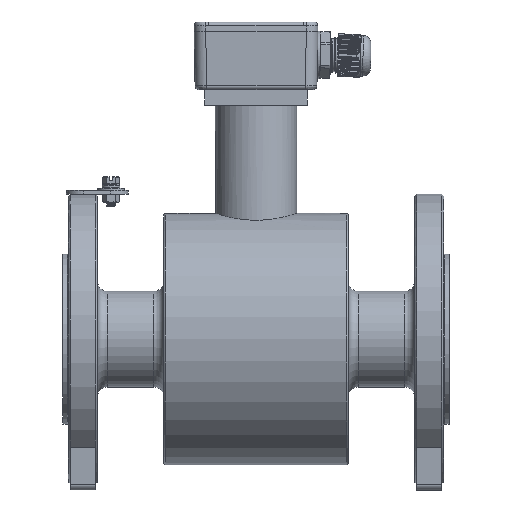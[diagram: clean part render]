
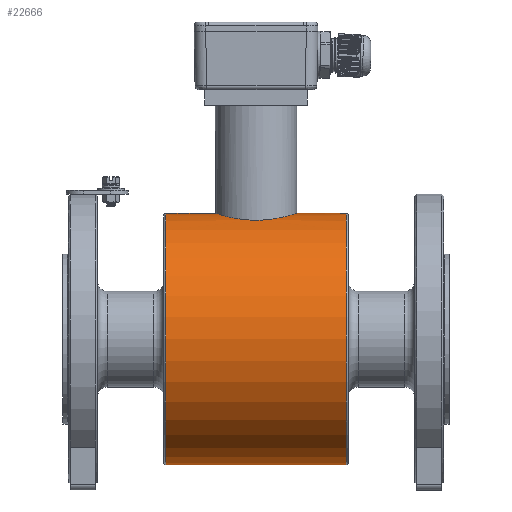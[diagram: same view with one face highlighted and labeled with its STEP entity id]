
A CAD part, left-side view. The second image highlights one B-rep face of the part: STEP entity #22666.
In plain terms, the highlighted cylindrical face has radius 65 mm (diameter 130 mm), a full revolution.
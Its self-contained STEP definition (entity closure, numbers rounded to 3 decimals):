
#785=FACE_BOUND('',#3017,.T.);
#1536=FACE_OUTER_BOUND('',#3016,.T.);
#3016=EDGE_LOOP('',(#15347,#15348,#15349,#15350));
#3017=EDGE_LOOP('',(#15351));
#4463=CIRCLE('',#24305,65.);
#4466=CIRCLE('',#24309,65.);
#5747=B_SPLINE_CURVE_WITH_KNOTS('',3,(#48845,#48846,#48847,#48848,#48849,
#48850,#48851,#48852,#48853,#48854,#48855,#48856,#48857,#48858,#48859,#48860,
#48861,#48862,#48863,#48864,#48865,#48866,#48867,#48868,#48869,#48870,#48871,
#48872,#48873,#48874,#48875,#48876,#48877,#48878,#48879,#48880,#48881,#48882,
#48883,#48884,#48885,#48886,#48887,#48888,#48889,#48890,#48891,#48892,#48893,
#48894,#48895,#48896,#48897,#48898,#48899,#48900,#48901,#48902,#48903,#48904,
#48905,#48906,#48907,#48908,#48909,#48910),.UNSPECIFIED.,.T.,.F.,(4,2,2,
2,2,2,2,2,2,2,2,2,2,2,2,2,2,2,2,2,2,2,2,2,2,2,2,2,2,2,2,2,4),(-12.756,
-12.357,-11.959,-11.56,-11.161,
-10.763,-10.364,-9.966,-9.567,
-9.169,-8.77,-8.371,-7.973,
-7.574,-7.176,-6.777,-6.378,
-5.979,-5.581,-5.182,-4.783,
-4.385,-3.986,-3.588,-3.189,
-2.79,-2.392,-1.993,-1.595,
-1.196,-0.797,-0.399,0.),
 .UNSPECIFIED.);
#6270=LINE('',#48843,#7663);
#7663=VECTOR('',#27660,65.);
#9225=VERTEX_POINT('',#48835);
#9227=VERTEX_POINT('',#48841);
#9228=VERTEX_POINT('',#48844);
#11395=EDGE_CURVE('',#9225,#9225,#4463,.T.);
#11398=EDGE_CURVE('',#9227,#9227,#4466,.T.);
#11399=EDGE_CURVE('',#9227,#9225,#6270,.T.);
#11400=EDGE_CURVE('',#9228,#9228,#5747,.T.);
#15347=ORIENTED_EDGE('',*,*,#11398,.F.);
#15348=ORIENTED_EDGE('',*,*,#11399,.T.);
#15349=ORIENTED_EDGE('',*,*,#11395,.F.);
#15350=ORIENTED_EDGE('',*,*,#11399,.F.);
#15351=ORIENTED_EDGE('',*,*,#11400,.T.);
#20910=CYLINDRICAL_SURFACE('',#24308,65.);
#22666=ADVANCED_FACE('',(#1536,#785),#20910,.T.);
#24305=AXIS2_PLACEMENT_3D('',#48836,#27650,#27651);
#24308=AXIS2_PLACEMENT_3D('',#48840,#27656,#27657);
#24309=AXIS2_PLACEMENT_3D('',#48842,#27658,#27659);
#27650=DIRECTION('center_axis',(-1.,0.,0.));
#27651=DIRECTION('ref_axis',(0.,-1.,0.));
#27656=DIRECTION('center_axis',(1.,0.,0.));
#27657=DIRECTION('ref_axis',(0.,1.,0.));
#27658=DIRECTION('center_axis',(1.,0.,0.));
#27659=DIRECTION('ref_axis',(0.,-1.,0.));
#27660=DIRECTION('',(-1.,0.,0.));
#48835=CARTESIAN_POINT('',(-46.75,-194.,0.));
#48836=CARTESIAN_POINT('Origin',(-46.75,-129.,0.));
#48840=CARTESIAN_POINT('Origin',(0.,-129.,0.));
#48841=CARTESIAN_POINT('',(46.75,-194.,0.));
#48842=CARTESIAN_POINT('Origin',(46.75,-129.,0.));
#48843=CARTESIAN_POINT('',(0.,-194.,0.));
#48844=CARTESIAN_POINT('',(-21.,-64.,0.));
#48845=CARTESIAN_POINT('Ctrl Pts',(0.,-67.486,
-21.));
#48846=CARTESIAN_POINT('Ctrl Pts',(1.329,-67.486,-21.));
#48847=CARTESIAN_POINT('Ctrl Pts',(2.7,-67.442,-20.872));
#48848=CARTESIAN_POINT('Ctrl Pts',(5.421,-67.262,-20.336));
#48849=CARTESIAN_POINT('Ctrl Pts',(6.771,-67.128,-19.928));
#48850=CARTESIAN_POINT('Ctrl Pts',(9.355,-66.792,-18.853));
#48851=CARTESIAN_POINT('Ctrl Pts',(10.591,-66.591,-18.186));
#48852=CARTESIAN_POINT('Ctrl Pts',(12.875,-66.163,-16.648));
#48853=CARTESIAN_POINT('Ctrl Pts',(13.922,-65.936,-15.776));
#48854=CARTESIAN_POINT('Ctrl Pts',(15.776,-65.501,-13.923));
#48855=CARTESIAN_POINT('Ctrl Pts',(16.647,-65.277,-12.875));
#48856=CARTESIAN_POINT('Ctrl Pts',(18.186,-64.858,-10.591));
#48857=CARTESIAN_POINT('Ctrl Pts',(18.853,-64.664,-9.355));
#48858=CARTESIAN_POINT('Ctrl Pts',(19.928,-64.34,-6.771));
#48859=CARTESIAN_POINT('Ctrl Pts',(20.336,-64.212,-5.42));
#48860=CARTESIAN_POINT('Ctrl Pts',(20.872,-64.042,-2.699));
#48861=CARTESIAN_POINT('Ctrl Pts',(21.,-64.,-1.328));
#48862=CARTESIAN_POINT('Ctrl Pts',(21.,-64.,1.328));
#48863=CARTESIAN_POINT('Ctrl Pts',(20.872,-64.042,2.699));
#48864=CARTESIAN_POINT('Ctrl Pts',(20.336,-64.212,5.42));
#48865=CARTESIAN_POINT('Ctrl Pts',(19.928,-64.34,6.771));
#48866=CARTESIAN_POINT('Ctrl Pts',(18.853,-64.664,9.355));
#48867=CARTESIAN_POINT('Ctrl Pts',(18.186,-64.858,10.591));
#48868=CARTESIAN_POINT('Ctrl Pts',(16.647,-65.277,12.875));
#48869=CARTESIAN_POINT('Ctrl Pts',(15.776,-65.501,13.923));
#48870=CARTESIAN_POINT('Ctrl Pts',(13.922,-65.936,15.776));
#48871=CARTESIAN_POINT('Ctrl Pts',(12.875,-66.163,16.648));
#48872=CARTESIAN_POINT('Ctrl Pts',(10.591,-66.591,18.186));
#48873=CARTESIAN_POINT('Ctrl Pts',(9.355,-66.792,18.853));
#48874=CARTESIAN_POINT('Ctrl Pts',(6.771,-67.128,19.928));
#48875=CARTESIAN_POINT('Ctrl Pts',(5.421,-67.262,20.336));
#48876=CARTESIAN_POINT('Ctrl Pts',(2.7,-67.442,20.872));
#48877=CARTESIAN_POINT('Ctrl Pts',(1.329,-67.486,21.));
#48878=CARTESIAN_POINT('Ctrl Pts',(-1.329,-67.486,
21.));
#48879=CARTESIAN_POINT('Ctrl Pts',(-2.7,-67.442,
20.872));
#48880=CARTESIAN_POINT('Ctrl Pts',(-5.421,-67.262,20.336));
#48881=CARTESIAN_POINT('Ctrl Pts',(-6.771,-67.128,
19.928));
#48882=CARTESIAN_POINT('Ctrl Pts',(-9.355,-66.792,
18.853));
#48883=CARTESIAN_POINT('Ctrl Pts',(-10.591,-66.591,
18.186));
#48884=CARTESIAN_POINT('Ctrl Pts',(-12.875,-66.163,
16.648));
#48885=CARTESIAN_POINT('Ctrl Pts',(-13.922,-65.936,
15.776));
#48886=CARTESIAN_POINT('Ctrl Pts',(-15.776,-65.501,
13.923));
#48887=CARTESIAN_POINT('Ctrl Pts',(-16.647,-65.277,
12.875));
#48888=CARTESIAN_POINT('Ctrl Pts',(-18.186,-64.858,
10.591));
#48889=CARTESIAN_POINT('Ctrl Pts',(-18.853,-64.664,
9.355));
#48890=CARTESIAN_POINT('Ctrl Pts',(-19.928,-64.34,
6.771));
#48891=CARTESIAN_POINT('Ctrl Pts',(-20.336,-64.212,
5.42));
#48892=CARTESIAN_POINT('Ctrl Pts',(-20.872,-64.042,2.699));
#48893=CARTESIAN_POINT('Ctrl Pts',(-21.,-64.,1.328));
#48894=CARTESIAN_POINT('Ctrl Pts',(-21.,-64.,-1.328));
#48895=CARTESIAN_POINT('Ctrl Pts',(-20.872,-64.042,-2.699));
#48896=CARTESIAN_POINT('Ctrl Pts',(-20.336,-64.212,
-5.42));
#48897=CARTESIAN_POINT('Ctrl Pts',(-19.928,-64.34,
-6.771));
#48898=CARTESIAN_POINT('Ctrl Pts',(-18.853,-64.664,
-9.355));
#48899=CARTESIAN_POINT('Ctrl Pts',(-18.186,-64.858,
-10.591));
#48900=CARTESIAN_POINT('Ctrl Pts',(-16.647,-65.277,
-12.875));
#48901=CARTESIAN_POINT('Ctrl Pts',(-15.776,-65.501,
-13.923));
#48902=CARTESIAN_POINT('Ctrl Pts',(-13.922,-65.936,
-15.776));
#48903=CARTESIAN_POINT('Ctrl Pts',(-12.875,-66.163,
-16.648));
#48904=CARTESIAN_POINT('Ctrl Pts',(-10.591,-66.591,
-18.186));
#48905=CARTESIAN_POINT('Ctrl Pts',(-9.355,-66.792,
-18.853));
#48906=CARTESIAN_POINT('Ctrl Pts',(-6.771,-67.128,
-19.928));
#48907=CARTESIAN_POINT('Ctrl Pts',(-5.421,-67.262,-20.336));
#48908=CARTESIAN_POINT('Ctrl Pts',(-2.7,-67.442,
-20.872));
#48909=CARTESIAN_POINT('Ctrl Pts',(-1.329,-67.486,
-21.));
#48910=CARTESIAN_POINT('Ctrl Pts',(0.,-67.486,
-21.));
